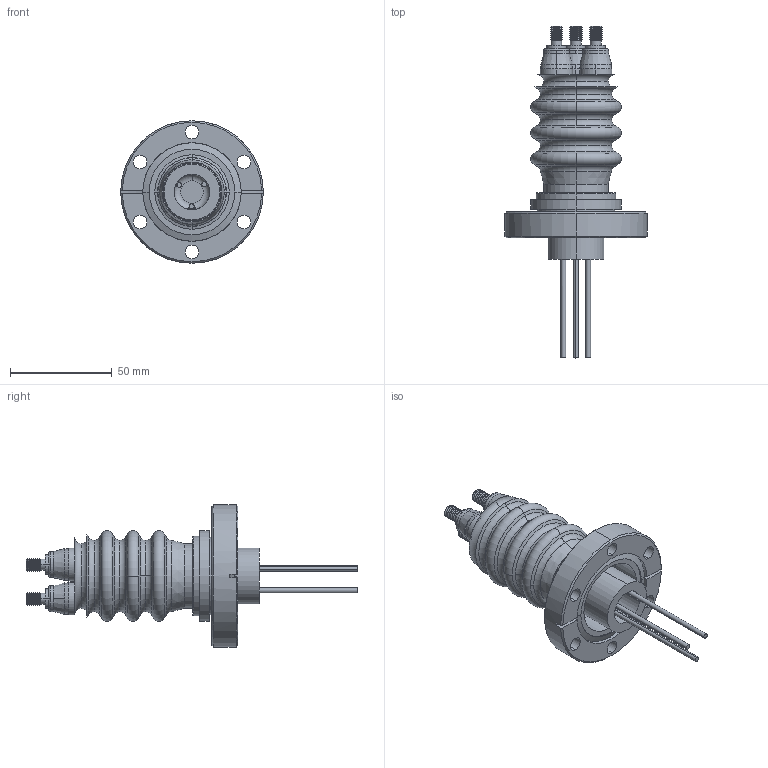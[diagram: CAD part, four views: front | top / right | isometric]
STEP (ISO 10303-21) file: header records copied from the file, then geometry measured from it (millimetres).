
FILE_DESCRIPTION (( 'STEP AP203' ), '1' );
FILE_NAME ('A6203-1-CF.STEP', '2013-06-12T11:40:00', ( '' ), ( '' ), 'SwSTEP 2.0', 'SolidWorks 2012', '' );
FILE_SCHEMA (( 'CONFIG_CONTROL_DESIGN' ));
Length unit declared in the file: inch
Products named in the file (1): A6203-1-CF
Bounding box: 69.85 x 162.73 x 69.85 mm (x, y, z)
Volume: 106609.1 mm3; surface area: 40950.7 mm2
Topology: 1 solids, 3 shells, 363 faces, 856 edges, 521 vertices
Faces by surface type: cone 173, cylinder 106, torus 46, plane 38
Entity records: 10807 total; most frequent: DIRECTION 2059, CARTESIAN_POINT 2040, ORIENTED_EDGE 1712, AXIS2_PLACEMENT_3D 885, EDGE_CURVE 856, VERTEX_POINT 521, CIRCLE 521, EDGE_LOOP 401
